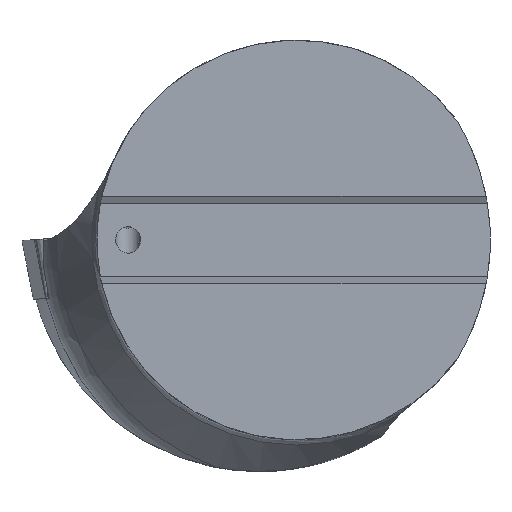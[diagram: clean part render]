
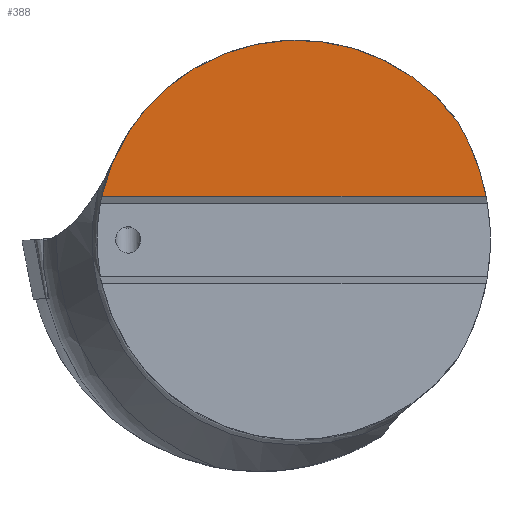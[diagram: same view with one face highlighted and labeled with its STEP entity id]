
A CAD part, top view. The second image highlights one B-rep face of the part: STEP entity #388.
In plain terms, the highlighted planar face has unit normal (0, 0, 1).
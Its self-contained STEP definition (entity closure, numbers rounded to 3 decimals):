
#388=ADVANCED_FACE('240[2]',(#911),#912,.T.);
#397=EDGE_CURVE('240[2]',#923,#924,#925,.T.);
#411=EDGE_CURVE('240[2]',#924,#943,#944,.T.);
#459=EDGE_CURVE('240[2]',#943,#923,#1001,.T.);
#911=FACE_OUTER_BOUND('',#1735,.T.);
#912=PLANE('',#1736);
#923=VERTEX_POINT('NONE',#1761);
#924=VERTEX_POINT('',#1762);
#925=CIRCLE('',#1763,18.5);
#943=VERTEX_POINT('',#1829);
#944=LINE('',#1830,#1831);
#1001=CIRCLE('',#2004,16.0);
#1735=EDGE_LOOP('',(#2735,#2736,#2737));
#1736=AXIS2_PLACEMENT_3D('',#2738,#2739,#2740);
#1761=CARTESIAN_POINT('',(12.875,9.499,0.));
#1762=CARTESIAN_POINT('',(15.166,3.5,0.));
#1763=AXIS2_PLACEMENT_3D('',#2752,#2753,#2754);
#1829=CARTESIAN_POINT('',(-15.612,3.5,0.));
#1830=CARTESIAN_POINT('',(-13.875,3.5,0.));
#1831=VECTOR('',#2758,1.0);
#2004=AXIS2_PLACEMENT_3D('',#2796,#2797,#2798);
#2735=ORIENTED_EDGE('',*,*,#411,.F.);
#2736=ORIENTED_EDGE('',*,*,#397,.F.);
#2737=ORIENTED_EDGE('',*,*,#459,.F.);
#2738=CARTESIAN_POINT('',(-6.0,0.,0.));
#2739=DIRECTION('',(0.,0.,1.0));
#2740=DIRECTION('',(1.0,0.,0.0));
#2752=CARTESIAN_POINT('',(-3.0,0.,0.));
#2753=DIRECTION('',(0.,0.,-1.0));
#2754=DIRECTION('',(0.,1.0,0.));
#2758=DIRECTION('',(-1.0,0.,0.));
#2796=CARTESIAN_POINT('',(0.0,0.0,0.0));
#2797=DIRECTION('',(0.,0.,-1.0));
#2798=DIRECTION('',(0.,1.0,0.));
